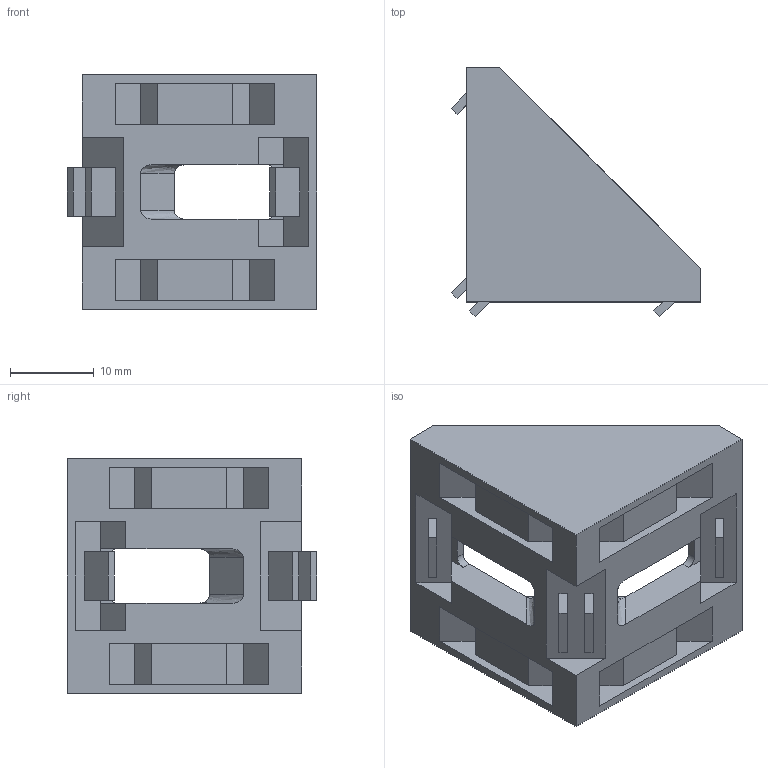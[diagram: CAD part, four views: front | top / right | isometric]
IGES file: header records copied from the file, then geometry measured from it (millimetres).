
Global section: file name: 302828-1; native system: Autodesk Inventor 2021; preprocessor: unknown; author: aluteckkpl_kk; date: 20221007.091727; units: millimetre
Bounding box: 29.77 x 29.77 x 28 mm (x, y, z)
Volume: 6110.2 mm3; surface area: 5223.6 mm2
Topology: 1 solids, 1 shells, 112 faces, 294 edges, 192 vertices
Faces by surface type: bspline 112
